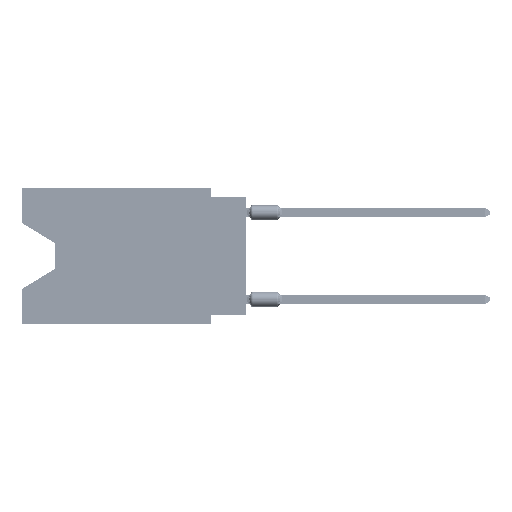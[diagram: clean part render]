
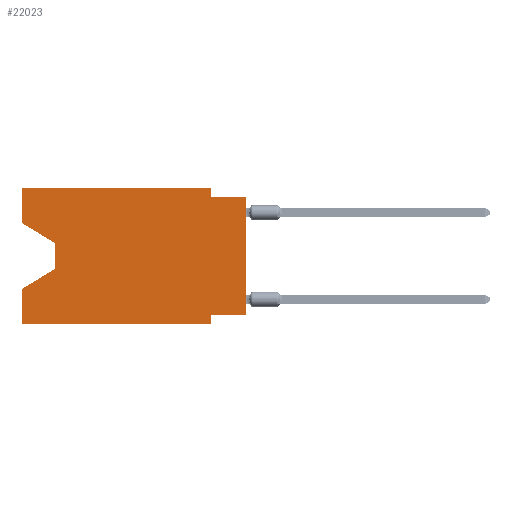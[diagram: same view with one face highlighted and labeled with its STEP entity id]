
A CAD part, left-side view. The second image highlights one B-rep face of the part: STEP entity #22023.
In plain terms, the highlighted planar face has unit normal (-1, 0, 0).
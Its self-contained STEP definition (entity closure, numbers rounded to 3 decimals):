
#556 = EDGE_CURVE ( 'NONE', #7994, #29979, #43365, .T. ) ;
#564 = CARTESIAN_POINT ( 'NONE',  ( 0., 16.383, 0. ) ) ;
#982 = CARTESIAN_POINT ( 'NONE',  ( 0., 16.383, -9.906 ) ) ;
#1560 = ORIENTED_EDGE ( 'NONE', *, *, #59798, .F. ) ;
#2734 = EDGE_CURVE ( 'NONE', #7994, #35003, #41518, .T. ) ;
#2780 = EDGE_CURVE ( 'NONE', #42486, #23176, #57200, .T. ) ;
#2782 = VERTEX_POINT ( 'NONE', #19288 ) ;
#3410 = EDGE_CURVE ( 'NONE', #2782, #6343, #38167, .T. ) ;
#4867 = CARTESIAN_POINT ( 'NONE',  ( 0., 2.54, -0.635 ) ) ;
#5822 = ORIENTED_EDGE ( 'NONE', *, *, #39920, .F. ) ;
#6127 = CARTESIAN_POINT ( 'NONE',  ( 0., 16.383, 0. ) ) ;
#6343 = VERTEX_POINT ( 'NONE', #4867 ) ;
#6677 = CARTESIAN_POINT ( 'NONE',  ( 0., 16.383, -7.36 ) ) ;
#7040 = EDGE_CURVE ( 'NONE', #35003, #64121, #48019, .T. ) ;
#7481 = ORIENTED_EDGE ( 'NONE', *, *, #2734, .T. ) ;
#7944 = CARTESIAN_POINT ( 'NONE',  ( 0., 16.383, 0. ) ) ;
#7994 = VERTEX_POINT ( 'NONE', #33095 ) ;
#8238 = CARTESIAN_POINT ( 'NONE',  ( 0., 13.97, -5.893 ) ) ;
#8392 = EDGE_CURVE ( 'NONE', #37273, #28896, #30824, .T. ) ;
#8629 = DIRECTION ( 'NONE',  ( 0., -1., 0. ) ) ;
#11028 = DIRECTION ( 'NONE',  ( 0., 0., 1. ) ) ;
#12324 = DIRECTION ( 'NONE',  ( 0., 0., 1. ) ) ;
#13006 = VECTOR ( 'NONE', #8629, 1000. ) ;
#13570 = DIRECTION ( 'NONE',  ( 0., -0.855, -0.519 ) ) ;
#14264 = DIRECTION ( 'NONE',  ( 0., 0., -1. ) ) ;
#15529 = DIRECTION ( 'NONE',  ( 0., 0., -1. ) ) ;
#17891 = LINE ( 'NONE', #28396, #37428 ) ;
#17962 = CARTESIAN_POINT ( 'NONE',  ( 0., 13.97, -5.893 ) ) ;
#19288 = CARTESIAN_POINT ( 'NONE',  ( 0., 2.54, 0. ) ) ;
#19748 = LINE ( 'NONE', #8238, #66356 ) ;
#20001 = CARTESIAN_POINT ( 'NONE',  ( 0., 16.383, -9.906 ) ) ;
#20315 = DIRECTION ( 'NONE',  ( 0., 0., 1. ) ) ;
#20354 = ORIENTED_EDGE ( 'NONE', *, *, #7040, .T. ) ;
#21386 = VECTOR ( 'NONE', #58408, 1000. ) ;
#21737 = VECTOR ( 'NONE', #24904, 1000. ) ;
#22023 = ADVANCED_FACE ( 'NONE', ( #32362 ), #37608, .F. ) ;
#23176 = VERTEX_POINT ( 'NONE', #35320 ) ;
#23225 = VECTOR ( 'NONE', #12324, 1000. ) ;
#23389 = ORIENTED_EDGE ( 'NONE', *, *, #2780, .F. ) ;
#24410 = CARTESIAN_POINT ( 'NONE',  ( 0., 2.54, -9.906 ) ) ;
#24904 = DIRECTION ( 'NONE',  ( 0., -1., 0. ) ) ;
#25104 = EDGE_CURVE ( 'NONE', #64121, #63401, #19748, .T. ) ;
#25691 = ORIENTED_EDGE ( 'NONE', *, *, #43774, .T. ) ;
#25796 = VECTOR ( 'NONE', #14264, 1000. ) ;
#28396 = CARTESIAN_POINT ( 'NONE',  ( 0., 0., -9.271 ) ) ;
#28732 = EDGE_CURVE ( 'NONE', #6343, #28896, #68666, .T. ) ;
#28896 = VERTEX_POINT ( 'NONE', #64456 ) ;
#29039 = ORIENTED_EDGE ( 'NONE', *, *, #556, .F. ) ;
#29561 = DIRECTION ( 'NONE',  ( 0., 0.855, -0.519 ) ) ;
#29848 = EDGE_CURVE ( 'NONE', #29979, #2782, #45683, .T. ) ;
#29962 = CARTESIAN_POINT ( 'NONE',  ( 0., 16.383, 0. ) ) ;
#29979 = VERTEX_POINT ( 'NONE', #7944 ) ;
#30824 = LINE ( 'NONE', #47218, #45186 ) ;
#31966 = CARTESIAN_POINT ( 'NONE',  ( 0., 13.97, -4.013 ) ) ;
#32362 = FACE_OUTER_BOUND ( 'NONE', #51779, .T. ) ;
#33095 = CARTESIAN_POINT ( 'NONE',  ( 0., 16.383, -2.546 ) ) ;
#33635 = ORIENTED_EDGE ( 'NONE', *, *, #3410, .F. ) ;
#35003 = VERTEX_POINT ( 'NONE', #46860 ) ;
#35320 = CARTESIAN_POINT ( 'NONE',  ( 0., 2.54, -9.906 ) ) ;
#36581 = CARTESIAN_POINT ( 'NONE',  ( 0., 0., -0.635 ) ) ;
#37273 = VERTEX_POINT ( 'NONE', #43498 ) ;
#37428 = VECTOR ( 'NONE', #45163, 1000. ) ;
#37608 = PLANE ( 'NONE',  #44693 ) ;
#38167 = LINE ( 'NONE', #59440, #21386 ) ;
#39920 = EDGE_CURVE ( 'NONE', #40297, #63401, #58876, .T. ) ;
#40297 = VERTEX_POINT ( 'NONE', #982 ) ;
#41040 = ORIENTED_EDGE ( 'NONE', *, *, #8392, .T. ) ;
#41518 = LINE ( 'NONE', #50947, #58121 ) ;
#42486 = VERTEX_POINT ( 'NONE', #55289 ) ;
#43365 = LINE ( 'NONE', #55649, #23225 ) ;
#43498 = CARTESIAN_POINT ( 'NONE',  ( 0., 0., -9.271 ) ) ;
#43774 = EDGE_CURVE ( 'NONE', #40297, #23176, #51101, .T. ) ;
#44218 = DIRECTION ( 'NONE',  ( 1., 0., 0. ) ) ;
#44693 = AXIS2_PLACEMENT_3D ( 'NONE', #564, #44218, #65158 ) ;
#45163 = DIRECTION ( 'NONE',  ( 0., 1., 0. ) ) ;
#45186 = VECTOR ( 'NONE', #20315, 1000. ) ;
#45683 = LINE ( 'NONE', #29962, #62585 ) ;
#46860 = CARTESIAN_POINT ( 'NONE',  ( 0., 13.97, -4.013 ) ) ;
#47218 = CARTESIAN_POINT ( 'NONE',  ( 0., 0., 0. ) ) ;
#48019 = LINE ( 'NONE', #31966, #65057 ) ;
#50947 = CARTESIAN_POINT ( 'NONE',  ( 0., 16.383, -2.546 ) ) ;
#51101 = LINE ( 'NONE', #20001, #21737 ) ;
#51245 = DIRECTION ( 'NONE',  ( 0., -1., 0. ) ) ;
#51779 = EDGE_LOOP ( 'NONE', ( #7481, #20354, #67517, #5822, #25691, #23389, #1560, #41040, #66173, #33635, #66478, #29039 ) ) ;
#55289 = CARTESIAN_POINT ( 'NONE',  ( 0., 2.54, -9.271 ) ) ;
#55649 = CARTESIAN_POINT ( 'NONE',  ( 0., 16.383, 0. ) ) ;
#56169 = VECTOR ( 'NONE', #11028, 1000. ) ;
#57200 = LINE ( 'NONE', #24410, #25796 ) ;
#58121 = VECTOR ( 'NONE', #13570, 1000. ) ;
#58408 = DIRECTION ( 'NONE',  ( 0., 0., -1. ) ) ;
#58876 = LINE ( 'NONE', #6127, #56169 ) ;
#59440 = CARTESIAN_POINT ( 'NONE',  ( 0., 2.54, 0. ) ) ;
#59798 = EDGE_CURVE ( 'NONE', #37273, #42486, #17891, .T. ) ;
#62585 = VECTOR ( 'NONE', #51245, 1000. ) ;
#63401 = VERTEX_POINT ( 'NONE', #6677 ) ;
#64121 = VERTEX_POINT ( 'NONE', #17962 ) ;
#64456 = CARTESIAN_POINT ( 'NONE',  ( 0., 0., -0.635 ) ) ;
#65057 = VECTOR ( 'NONE', #15529, 1000. ) ;
#65158 = DIRECTION ( 'NONE',  ( 0., 0., -1. ) ) ;
#66173 = ORIENTED_EDGE ( 'NONE', *, *, #28732, .F. ) ;
#66356 = VECTOR ( 'NONE', #29561, 1000. ) ;
#66478 = ORIENTED_EDGE ( 'NONE', *, *, #29848, .F. ) ;
#67517 = ORIENTED_EDGE ( 'NONE', *, *, #25104, .T. ) ;
#68666 = LINE ( 'NONE', #36581, #13006 ) ;
